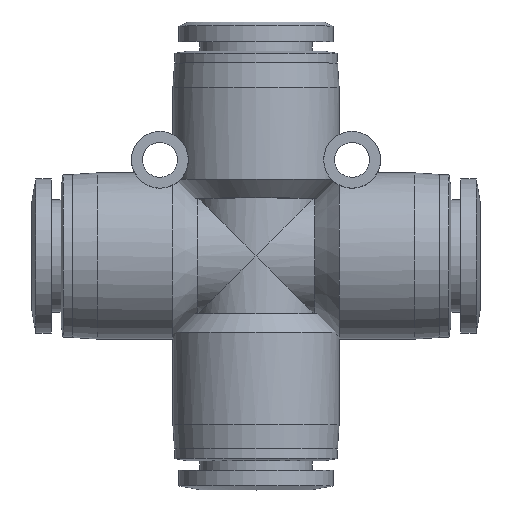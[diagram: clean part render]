
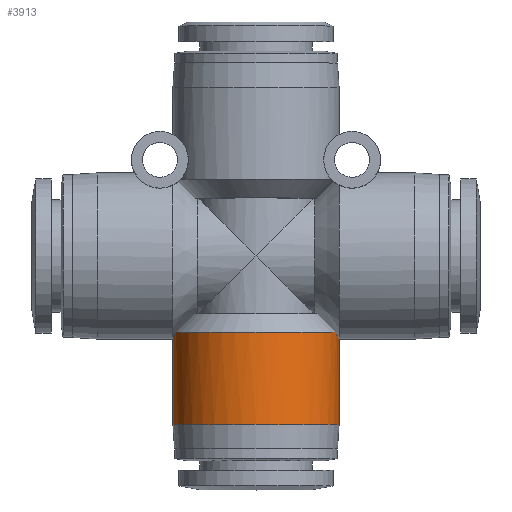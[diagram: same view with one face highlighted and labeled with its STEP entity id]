
A CAD part, top view. The second image highlights one B-rep face of the part: STEP entity #3913.
In plain terms, the highlighted cylindrical face has radius 10.25 mm (diameter 20.5 mm), a partial arc.
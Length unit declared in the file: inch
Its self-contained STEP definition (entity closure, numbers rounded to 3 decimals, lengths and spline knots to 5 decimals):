
#74 = ORIENTED_EDGE ( 'NONE', *, *, #2555, .T. ) ;
#250 = EDGE_CURVE ( 'NONE', #305, #1280, #1123, .T. ) ;
#305 = VERTEX_POINT ( 'NONE', #3136 ) ;
#307 = VECTOR ( 'NONE', #4053, 39.37008 ) ;
#329 = CARTESIAN_POINT ( 'NONE',  ( 0.38773, -0.37125, 0.11185 ) ) ;
#403 = CIRCLE ( 'NONE', #837, 0.40354 ) ;
#507 = CARTESIAN_POINT ( 'NONE',  ( -0.38773, -0.37125, 0.11185 ) ) ;
#661 = CARTESIAN_POINT ( 'NONE',  ( 0.40354, -1.13583, 0. ) ) ;
#804 = CARTESIAN_POINT ( 'NONE',  ( 0.40172, -0.3999, 0.03951 ) ) ;
#837 = AXIS2_PLACEMENT_3D ( 'NONE', #1716, #3636, #1739 ) ;
#849 = B_SPLINE_CURVE_WITH_KNOTS ( 'NONE', 3,
 ( #1120, #3929, #1096, #804, #2386, #3930, #1752, #2075, #3315, #3040 ),
 .UNSPECIFIED., .F., .F.,
 ( 4, 2, 2, 2, 4 ),
 ( 0.00683, 0.00758, 0.00833, 0.00907, 0.00982 ),
 .UNSPECIFIED. ) ;
#1096 = CARTESIAN_POINT ( 'NONE',  ( 0.40317, -0.40279, 0.01998 ) ) ;
#1120 = CARTESIAN_POINT ( 'NONE',  ( 0.40354, -0.40354, 0. ) ) ;
#1123 = LINE ( 'NONE', #1530, #307 ) ;
#1147 = CARTESIAN_POINT ( 'NONE',  ( 0.40354, -0.40354, 0. ) ) ;
#1166 = ORIENTED_EDGE ( 'NONE', *, *, #250, .T. ) ;
#1184 = VERTEX_POINT ( 'NONE', #329 ) ;
#1192 = CARTESIAN_POINT ( 'NONE',  ( -0.39619, -0.38871, 0.07722 ) ) ;
#1280 = VERTEX_POINT ( 'NONE', #2800 ) ;
#1344 = EDGE_LOOP ( 'NONE', ( #3311, #1166, #3849, #2821, #74, #3220 ) ) ;
#1528 = CARTESIAN_POINT ( 'NONE',  ( -0.39791, -0.3922, 0.06788 ) ) ;
#1530 = CARTESIAN_POINT ( 'NONE',  ( -0.40354, -1.13583, 0. ) ) ;
#1716 = CARTESIAN_POINT ( 'NONE',  ( 0., -0.8189, 0. ) ) ;
#1737 = VERTEX_POINT ( 'NONE', #3864 ) ;
#1739 = DIRECTION ( 'NONE',  ( 1., 0., 0. ) ) ;
#1752 = CARTESIAN_POINT ( 'NONE',  ( 0.39616, -0.38865, 0.07735 ) ) ;
#1801 = EDGE_CURVE ( 'NONE', #1737, #1280, #403, .T. ) ;
#2075 = CARTESIAN_POINT ( 'NONE',  ( 0.39229, -0.38071, 0.09508 ) ) ;
#2084 = FACE_OUTER_BOUND ( 'NONE', #1344, .T. ) ;
#2376 = VERTEX_POINT ( 'NONE', #1147 ) ;
#2384 = DIRECTION ( 'NONE',  ( 0., -1., 0. ) ) ;
#2386 = CARTESIAN_POINT ( 'NONE',  ( 0.40066, -0.39775, 0.04913 ) ) ;
#2399 = CARTESIAN_POINT ( 'NONE',  ( 0., -1.13583, 0. ) ) ;
#2401 = AXIS2_PLACEMENT_3D ( 'NONE', #2399, #2384, #3907 ) ;
#2438 = CARTESIAN_POINT ( 'NONE',  ( -0.40354, -0.40354, 0.02008 ) ) ;
#2453 = CARTESIAN_POINT ( 'NONE',  ( -0.38773, -0.37125, 0.11185 ) ) ;
#2454 = EDGE_CURVE ( 'NONE', #2376, #1737, #4039, .T. ) ;
#2555 = EDGE_CURVE ( 'NONE', #2376, #1184, #849, .T. ) ;
#2610 = EDGE_CURVE ( 'NONE', #3946, #305, #4003, .T. ) ;
#2620 = VECTOR ( 'NONE', #3517, 39.37008 ) ;
#2689 = CIRCLE ( 'NONE', #4018, 0.40354 ) ;
#2780 = CARTESIAN_POINT ( 'NONE',  ( -0.40206, -0.40058, 0.03954 ) ) ;
#2797 = CARTESIAN_POINT ( 'NONE',  ( 0., -0.37125, 0. ) ) ;
#2800 = CARTESIAN_POINT ( 'NONE',  ( -0.40354, -0.8189, 0. ) ) ;
#2821 = ORIENTED_EDGE ( 'NONE', *, *, #2454, .F. ) ;
#3040 = CARTESIAN_POINT ( 'NONE',  ( 0.38773, -0.37125, 0.11185 ) ) ;
#3070 = CARTESIAN_POINT ( 'NONE',  ( -0.40354, -0.40354, 0. ) ) ;
#3092 = DIRECTION ( 'NONE',  ( -1., 0., 0. ) ) ;
#3136 = CARTESIAN_POINT ( 'NONE',  ( -0.40354, -0.40354, 0. ) ) ;
#3208 = CYLINDRICAL_SURFACE ( 'NONE', #2401, 0.40354 ) ;
#3220 = ORIENTED_EDGE ( 'NONE', *, *, #3242, .T. ) ;
#3242 = EDGE_CURVE ( 'NONE', #1184, #3946, #2689, .T. ) ;
#3311 = ORIENTED_EDGE ( 'NONE', *, *, #2610, .T. ) ;
#3315 = CARTESIAN_POINT ( 'NONE',  ( 0.39011, -0.37621, 0.10361 ) ) ;
#3425 = CARTESIAN_POINT ( 'NONE',  ( -0.39011, -0.37623, 0.10359 ) ) ;
#3517 = DIRECTION ( 'NONE',  ( 0., -1., 0. ) ) ;
#3636 = DIRECTION ( 'NONE',  ( 0., -1., 0. ) ) ;
#3849 = ORIENTED_EDGE ( 'NONE', *, *, #1801, .F. ) ;
#3864 = CARTESIAN_POINT ( 'NONE',  ( 0.40354, -0.8189, 0. ) ) ;
#3907 = DIRECTION ( 'NONE',  ( 1., 0., 0. ) ) ;
#3913 = ADVANCED_FACE ( 'NONE', ( #2084 ), #3208, .T. ) ;
#3929 = CARTESIAN_POINT ( 'NONE',  ( 0.40354, -0.40354, 0.01002 ) ) ;
#3930 = CARTESIAN_POINT ( 'NONE',  ( 0.39787, -0.39213, 0.06809 ) ) ;
#3946 = VERTEX_POINT ( 'NONE', #507 ) ;
#3990 = CARTESIAN_POINT ( 'NONE',  ( -0.3923, -0.38074, 0.09503 ) ) ;
#4003 = B_SPLINE_CURVE_WITH_KNOTS ( 'NONE', 3,
 ( #2453, #3425, #3990, #1192, #1528, #2780, #2438, #3070 ),
 .UNSPECIFIED., .F., .F.,
 ( 4, 2, 2, 4 ),
 ( 0.00383, 0.00458, 0.00533, 0.00683 ),
 .UNSPECIFIED. ) ;
#4018 = AXIS2_PLACEMENT_3D ( 'NONE', #2797, #4075, #3092 ) ;
#4039 = LINE ( 'NONE', #661, #2620 ) ;
#4053 = DIRECTION ( 'NONE',  ( 0., -1., 0. ) ) ;
#4075 = DIRECTION ( 'NONE',  ( 0., -1., 0. ) ) ;
